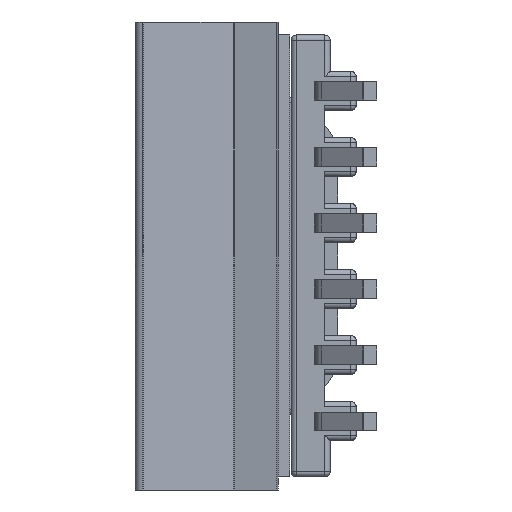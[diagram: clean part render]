
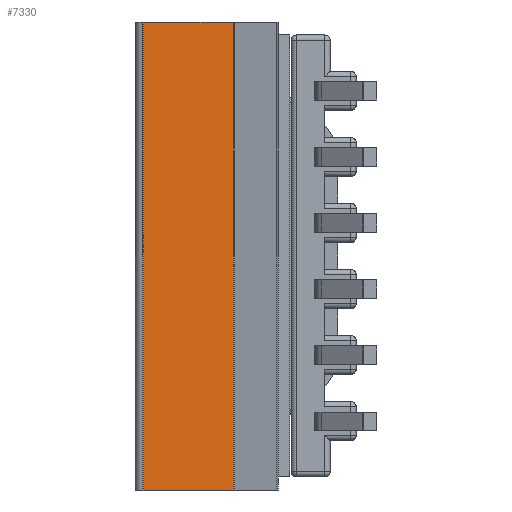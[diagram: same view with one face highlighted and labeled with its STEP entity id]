
A CAD part, left-side view. The second image highlights one B-rep face of the part: STEP entity #7330.
In plain terms, the highlighted planar face has unit normal (-0.994, -0.11, 0).
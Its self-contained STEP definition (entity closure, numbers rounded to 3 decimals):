
#3510=CARTESIAN_POINT('',(-9.486,3.542,9.));
#3520=VERTEX_POINT('',#3510);
#3550=CARTESIAN_POINT('',(-9.486,3.542,
0.8));
#3560=DIRECTION('',(0.,0.,-1.));
#3570=VECTOR('',#3560,1.);
#3580=LINE('',#3550,#3570);
#3590=CARTESIAN_POINT('',(-9.486,3.542,-9.));
#3600=VERTEX_POINT('',#3590);
#3610=EDGE_CURVE('',#3520,#3600,#3580,.T.);
#3780=CARTESIAN_POINT('',(-9.104,0.104,
0.8));
#3790=DIRECTION('',(0.,0.,-1.));
#3800=VECTOR('',#3790,1.);
#3810=LINE('',#3780,#3800);
#3820=CARTESIAN_POINT('',(-9.104,0.104,9.));
#3830=VERTEX_POINT('',#3820);
#3840=CARTESIAN_POINT('',(-9.104,0.104,-9.));
#3850=VERTEX_POINT('',#3840);
#3860=EDGE_CURVE('',#3830,#3850,#3810,.T.);
#7120=CARTESIAN_POINT('',(-9.103,0.087,8.8));
#7130=DIRECTION('',(0.994,0.11,0.));
#7140=DIRECTION('',(0.11,-0.994,0.));
#7150=AXIS2_PLACEMENT_3D('',#7120,#7130,#7140);
#7160=PLANE('',#7150);
#7170=ORIENTED_EDGE('',*,*,#3860,.F.);
#7180=CARTESIAN_POINT('',(-9.501,3.675,-9.));
#7190=DIRECTION('',(0.11,-0.994,0.));
#7200=VECTOR('',#7190,1.);
#7210=LINE('',#7180,#7200);
#7220=EDGE_CURVE('',#3600,#3850,#7210,.T.);
#7230=ORIENTED_EDGE('',*,*,#7220,.T.);
#7240=ORIENTED_EDGE('',*,*,#3610,.T.);
#7250=CARTESIAN_POINT('',(-9.501,3.675,9.));
#7260=DIRECTION('',(0.11,-0.994,0.));
#7270=VECTOR('',#7260,1.);
#7280=LINE('',#7250,#7270);
#7290=EDGE_CURVE('',#3520,#3830,#7280,.T.);
#7300=ORIENTED_EDGE('',*,*,#7290,.F.);
#7310=EDGE_LOOP('',(#7300,#7240,#7230,#7170));
#7320=FACE_OUTER_BOUND('',#7310,.T.);
#7330=ADVANCED_FACE('',(#7320),#7160,.F.);
